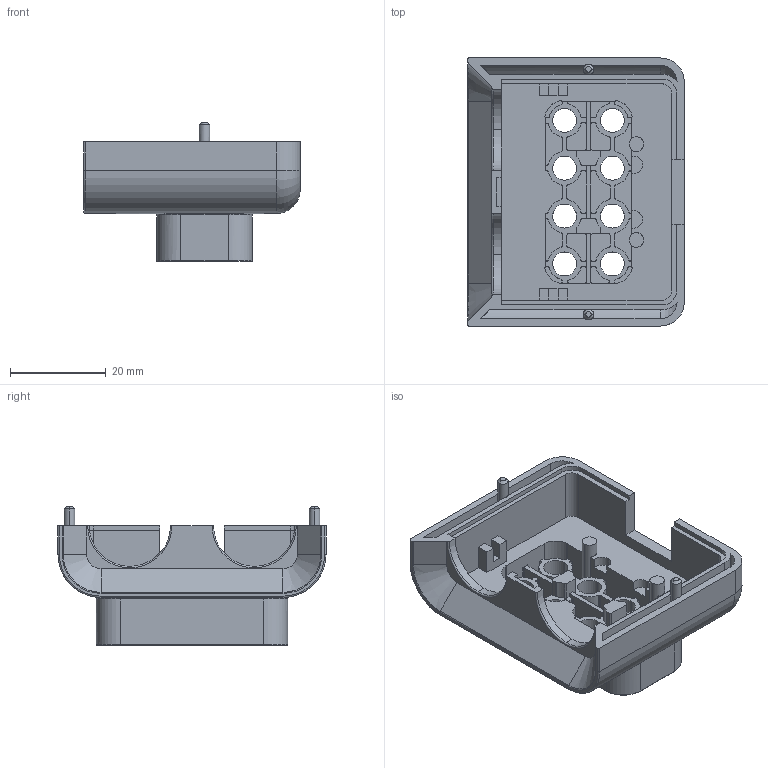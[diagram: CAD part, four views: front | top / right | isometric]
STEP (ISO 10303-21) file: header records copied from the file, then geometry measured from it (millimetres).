
FILE_DESCRIPTION (( 'STEP AP214' ), '1' );
FILE_NAME ('UScA_b.STEP', '2019-05-20T09:38:21', ( '' ), ( '' ), 'SwSTEP 2.0', 'SolidWorks 2019', '' );
FILE_SCHEMA (( 'AUTOMOTIVE_DESIGN' ));
Length unit declared in the file: millimetre
Products named in the file (1): UScA_b
Bounding box: 45.22 x 56 x 29 mm (x, y, z)
Volume: 13221.8 mm3; surface area: 15864.2 mm2
Topology: 1 solids, 1 shells, 715 faces, 2086 edges, 1378 vertices
Faces by surface type: cylinder 474, plane 213, torus 18, cone 6, bspline 4
Entity records: 30657 total; most frequent: CARTESIAN_POINT 4486, DIRECTION 4473, ORIENTED_EDGE 4172, EDGE_CURVE 2086, AXIS2_PLACEMENT_3D 1701, VERTEX_POINT 1378, LINE 1071, VECTOR 1071
